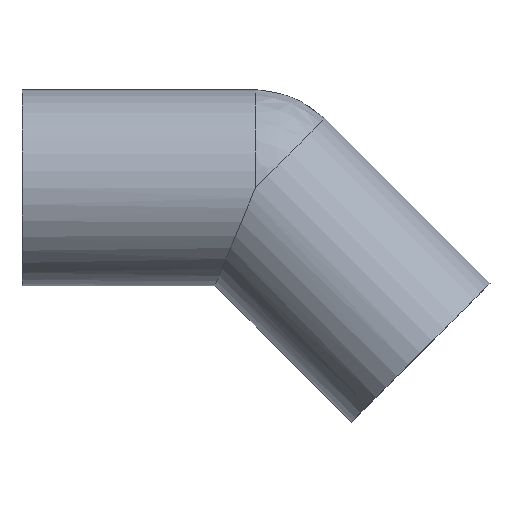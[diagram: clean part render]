
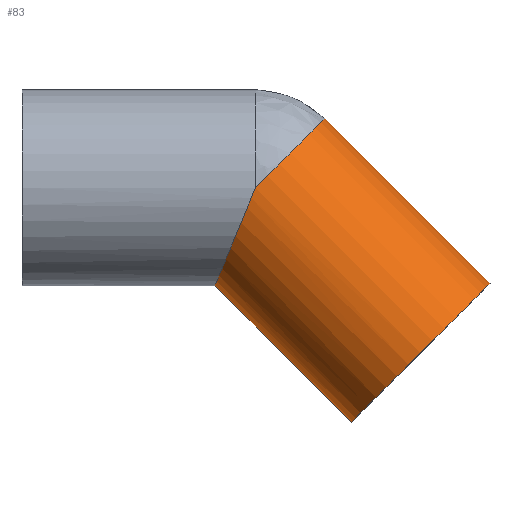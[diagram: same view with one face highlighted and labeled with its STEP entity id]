
A CAD part, top view. The second image highlights one B-rep face of the part: STEP entity #83.
In plain terms, the highlighted cylindrical face has radius 31.5 mm (diameter 63 mm), a partial arc.
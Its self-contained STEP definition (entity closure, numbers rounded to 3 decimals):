
#83 = ADVANCED_FACE( '', ( #105 ), #106, .T. );
#105 = FACE_OUTER_BOUND( '', #131, .T. );
#106 = CYLINDRICAL_SURFACE( '', #132, 31.5 );
#131 = EDGE_LOOP( '', ( #202, #203, #204, #205, #206 ) );
#132 = AXIS2_PLACEMENT_3D( '', #207, #208, #209 );
#202 = ORIENTED_EDGE( '', *, *, #237, .T. );
#203 = ORIENTED_EDGE( '', *, *, #256, .F. );
#204 = ORIENTED_EDGE( '', *, *, #257, .F. );
#205 = ORIENTED_EDGE( '', *, *, #239, .T. );
#206 = ORIENTED_EDGE( '', *, *, #255, .T. );
#207 = CARTESIAN_POINT( '', ( 101.517, -26.517, 0. ) );
#208 = DIRECTION( '', ( 0.707, -0.707, 0. ) );
#209 = DIRECTION( '', ( 0.707, 0.707, 0. ) );
#237 = EDGE_CURVE( '', #270, #271, #272, .T. );
#239 = EDGE_CURVE( '', #265, #273, #275, .T. );
#255 = EDGE_CURVE( '', #273, #270, #300, .T. );
#256 = EDGE_CURVE( '', #301, #271, #302, .T. );
#257 = EDGE_CURVE( '', #265, #301, #303, .T. );
#265 = VERTEX_POINT( '', #312 );
#270 = VERTEX_POINT( '', #318 );
#271 = VERTEX_POINT( '', #319 );
#272 = LINE( '', #320, #321 );
#273 = VERTEX_POINT( '', #322 );
#275 = LINE( '', #324, #325 );
#300 = CIRCLE( '', #354, 31.5 );
#301 = VERTEX_POINT( '', #355 );
#302 = CIRCLE( '', #356, 31.5 );
#303 = ELLIPSE( '', #357, 34.095, 31.5 );
#312 = CARTESIAN_POINT( '', ( 61.952, -31.5, 0. ) );
#318 = CARTESIAN_POINT( '', ( 150.307, -30.759, 0. ) );
#319 = CARTESIAN_POINT( '', ( 97.274, 22.274, 0. ) );
#320 = CARTESIAN_POINT( '', ( 123.79, -4.243, 0. ) );
#321 = VECTOR( '', #371, 1. );
#322 = CARTESIAN_POINT( '', ( 105.759, -75.307, 0. ) );
#324 = CARTESIAN_POINT( '', ( 79.243, -48.79, 0. ) );
#325 = VECTOR( '', #375, 1. );
#354 = AXIS2_PLACEMENT_3D( '', #413, #414, #415 );
#355 = CARTESIAN_POINT( '', ( 75., 0., 31.5 ) );
#356 = AXIS2_PLACEMENT_3D( '', #416, #417, #418 );
#357 = AXIS2_PLACEMENT_3D( '', #419, #420, #421 );
#371 = DIRECTION( '', ( -0.707, 0.707, 0. ) );
#375 = DIRECTION( '', ( 0.707, -0.707, 0. ) );
#413 = CARTESIAN_POINT( '', ( 128.033, -53.033, 0. ) );
#414 = DIRECTION( '', ( -0.707, 0.707, 0. ) );
#415 = DIRECTION( '', ( 0.707, 0.707, 0. ) );
#416 = CARTESIAN_POINT( '', ( 75., 0., 0. ) );
#417 = DIRECTION( '', ( -0.707, 0.707, 0. ) );
#418 = DIRECTION( '', ( 0.707, 0.707, 0. ) );
#419 = CARTESIAN_POINT( '', ( 75., 0., 0. ) );
#420 = DIRECTION( '', ( -0.924, 0.383, 0. ) );
#421 = DIRECTION( '', ( 0.383, 0.924, 0. ) );
